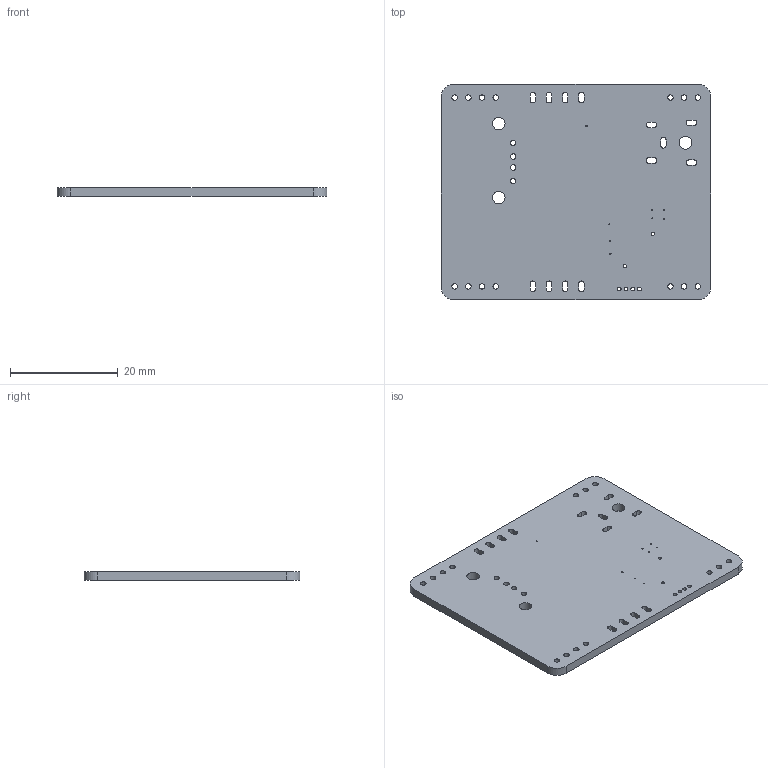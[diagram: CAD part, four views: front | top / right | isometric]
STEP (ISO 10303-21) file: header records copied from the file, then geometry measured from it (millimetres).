
FILE_DESCRIPTION(('FreeCAD Model'),'2;1');
FILE_NAME('power.step', '2016-12-29T12:33:37',('Author'),(''), 'Open CASCADE STEP processor 6.8','FreeCAD','Unknown');
FILE_SCHEMA(('AUTOMOTIVE_DESIGN_CC2 { 1 2 10303 214 -1 1 5 4 }'));
Length unit declared in the file: millimetre
Products named in the file (1): Pcb
Bounding box: 50 x 40 x 1.6 mm (x, y, z)
Volume: 3106.8 mm3; surface area: 4426.5 mm2
Topology: 1 solids, 1 shells, 123 faces, 363 edges, 242 vertices
Faces by surface type: cylinder 91, plane 32
Full cylindrical faces by diameter (mm): 0.2 x8, 0.6 x2, 0.7 x4, 1.001 x4, 1.016 x14, 2.301 x2, 2.4 x1
Entity records: 9625 total; most frequent: CARTESIAN_POINT 2599, DIRECTION 1285, ORIENTED_EDGE 726, PCURVE 726, DEFINITIONAL_REPRESENTATION 726, LINE 673, VECTOR 673, EDGE_CURVE 363
